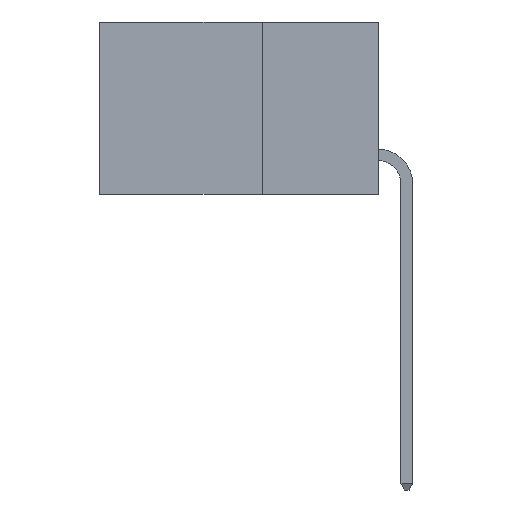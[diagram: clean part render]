
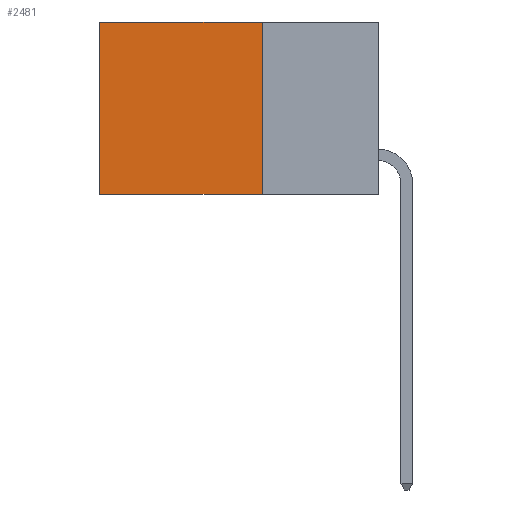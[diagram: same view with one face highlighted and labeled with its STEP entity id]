
A CAD part, left-side view. The second image highlights one B-rep face of the part: STEP entity #2481.
In plain terms, the highlighted planar face has unit normal (-1, 0, 0).
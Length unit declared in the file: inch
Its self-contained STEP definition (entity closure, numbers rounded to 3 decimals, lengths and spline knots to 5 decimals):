
#785 = VECTOR ( 'NONE', #4477, 39.37008 ) ;
#827 = VERTEX_POINT ( 'NONE', #2893 ) ;
#1460 = PLANE ( 'NONE',  #2714 ) ;
#1621 = ORIENTED_EDGE ( 'NONE', *, *, #1727, .T. ) ;
#1727 = EDGE_CURVE ( 'NONE', #827, #6280, #7142, .T. ) ;
#1842 = ORIENTED_EDGE ( 'NONE', *, *, #3480, .T. ) ;
#2203 = LINE ( 'NONE', #3558, #4032 ) ;
#2255 = ORIENTED_EDGE ( 'NONE', *, *, #3833, .F. ) ;
#2267 = ORIENTED_EDGE ( 'NONE', *, *, #5682, .F. ) ;
#2481 = ADVANCED_FACE ( 'NONE', ( #8273 ), #1460, .F. ) ;
#2631 = CARTESIAN_POINT ( 'NONE',  ( 0.2615, 0.25, 0. ) ) ;
#2714 = AXIS2_PLACEMENT_3D ( 'NONE', #8185, #8468, #8450 ) ;
#2893 = CARTESIAN_POINT ( 'NONE',  ( 0.2615, 0.6, 0. ) ) ;
#3480 = EDGE_CURVE ( 'NONE', #8727, #827, #8535, .T. ) ;
#3558 = CARTESIAN_POINT ( 'NONE',  ( 0.2615, 0.25, -0.37 ) ) ;
#3584 = DIRECTION ( 'NONE',  ( 0., 1., 0. ) ) ;
#3833 = EDGE_CURVE ( 'NONE', #8727, #5282, #2203, .T. ) ;
#4032 = VECTOR ( 'NONE', #7043, 39.37008 ) ;
#4081 = CARTESIAN_POINT ( 'NONE',  ( 0.2615, 0.25, -0.37 ) ) ;
#4477 = DIRECTION ( 'NONE',  ( 0., 1., 0. ) ) ;
#5282 = VERTEX_POINT ( 'NONE', #8007 ) ;
#5679 = CARTESIAN_POINT ( 'NONE',  ( 0.2615, 0.25, 0. ) ) ;
#5682 = EDGE_CURVE ( 'NONE', #5282, #6280, #8310, .T. ) ;
#5894 = EDGE_LOOP ( 'NONE', ( #1621, #2267, #2255, #1842 ) ) ;
#6280 = VERTEX_POINT ( 'NONE', #7273 ) ;
#6730 = VECTOR ( 'NONE', #7147, 39.37008 ) ;
#6811 = VECTOR ( 'NONE', #3584, 39.37008 ) ;
#7043 = DIRECTION ( 'NONE',  ( 0., 0., -1. ) ) ;
#7142 = LINE ( 'NONE', #8208, #6730 ) ;
#7147 = DIRECTION ( 'NONE',  ( 0., 0., -1. ) ) ;
#7273 = CARTESIAN_POINT ( 'NONE',  ( 0.2615, 0.6, -0.37 ) ) ;
#8007 = CARTESIAN_POINT ( 'NONE',  ( 0.2615, 0.25, -0.37 ) ) ;
#8185 = CARTESIAN_POINT ( 'NONE',  ( 0.2615, 0.25, -0.37 ) ) ;
#8208 = CARTESIAN_POINT ( 'NONE',  ( 0.2615, 0.6, -0.37 ) ) ;
#8273 = FACE_OUTER_BOUND ( 'NONE', #5894, .T. ) ;
#8310 = LINE ( 'NONE', #4081, #785 ) ;
#8450 = DIRECTION ( 'NONE',  ( 0., 0., -1. ) ) ;
#8468 = DIRECTION ( 'NONE',  ( 1., 0., 0. ) ) ;
#8535 = LINE ( 'NONE', #2631, #6811 ) ;
#8727 = VERTEX_POINT ( 'NONE', #5679 ) ;
